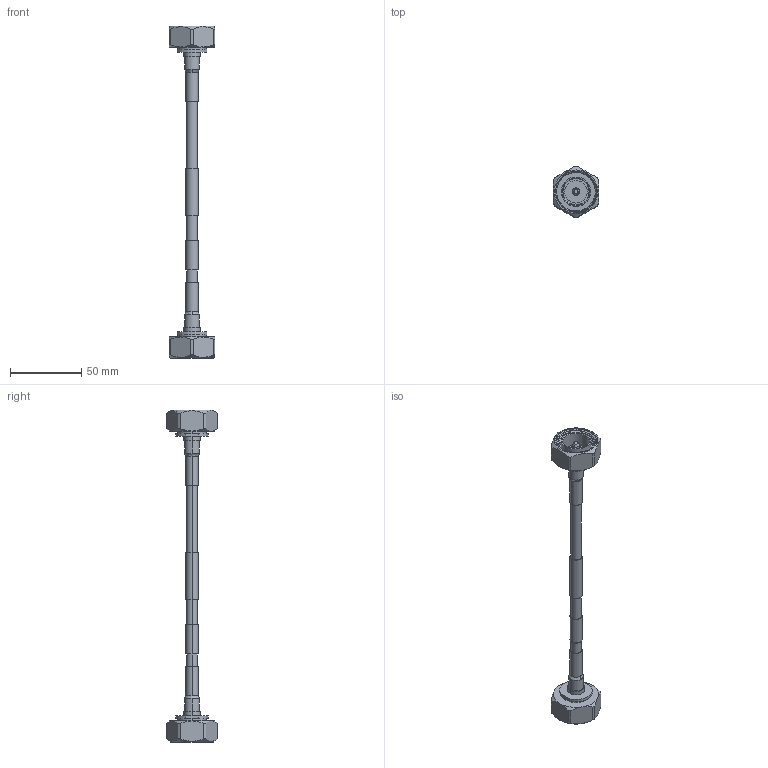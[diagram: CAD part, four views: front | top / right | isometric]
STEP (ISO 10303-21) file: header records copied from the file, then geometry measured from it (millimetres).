
FILE_DESCRIPTION (( 'STEP AP214' ), '1' );
FILE_NAME ('LCCA31005.step', '2022-10-04T19:12:09', ( '' ), ( '' ), 'SwSTEP 2.0', 'SolidWorks 2021', '' );
FILE_SCHEMA (( 'AUTOMOTIVE_DESIGN' ));
Length unit declared in the file: inch
Products named in the file (3): TC-250-716M-LP^LCCA31005_SPO-250 ﾝ SPF-250; SPF-250^LCCA31005_SPO-250 ﾝ SPF-250; LCCA31005
Assembly tree (3 placements, depth 2):
  LCCA31005
    SPF-250^LCCA31005_SPO-250 ﾝ SPF-250
    TC-250-716M-LP^LCCA31005_SPO-250 ﾝ SPF-250  x2
Bounding box: 31.75 x 35.58 x 232.59 mm (x, y, z)
Volume: 26537 mm3; surface area: 19031.8 mm2
Topology: 5 solids, 5 shells, 200 faces, 466 edges, 300 vertices
Faces by surface type: cylinder 98, plane 54, cone 38, bspline 10
Entity records: 4519 total; most frequent: CARTESIAN_POINT 1997, DIRECTION 506, ORIENTED_EDGE 496, EDGE_CURVE 248, AXIS2_PLACEMENT_3D 214, VERTEX_POINT 160, EDGE_LOOP 124, FACE_OUTER_BOUND 108
